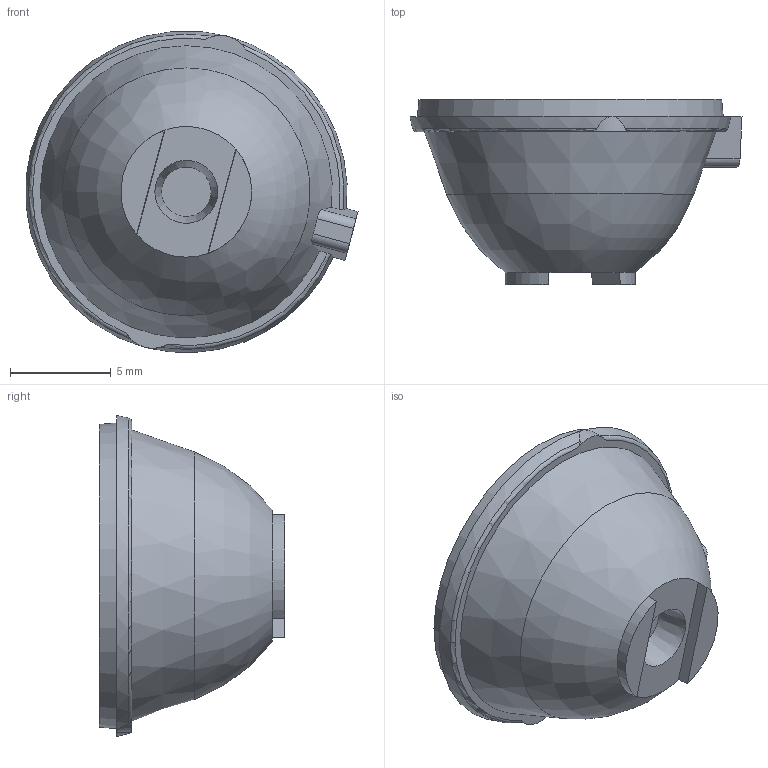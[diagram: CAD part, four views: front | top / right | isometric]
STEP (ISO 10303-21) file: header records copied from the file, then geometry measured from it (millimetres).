
FILE_DESCRIPTION(('STEP AP203'),'1');
FILE_NAME('200724_X74333_3D_LLC02x - Mechanical Design_IndA.stp','2020-11-18T15:18:42',(' '),(' '),'Spatial InterOp 3D',' ',' ');
FILE_SCHEMA(('CONFIG_CONTROL_DESIGN'));
Length unit declared in the file: millimetre
Products named in the file (1): 200724_X74333_3D_LLC02x - Mechanical Design_IndA
Bounding box: 16.5 x 9.2 x 15.96 mm (x, y, z)
Volume: 960.7 mm3; surface area: 675.6 mm2
Topology: 1 solids, 1 shells, 31 faces, 71 edges, 45 vertices
Faces by surface type: plane 14, cone 7, cylinder 6, torus 3, bspline 1
Entity records: 995 total; most frequent: CARTESIAN_POINT 270, DIRECTION 142, ORIENTED_EDGE 128, EDGE_CURVE 64, AXIS2_PLACEMENT_3D 63, VERTEX_POINT 43, EDGE_LOOP 39, FACE_OUTER_BOUND 32
